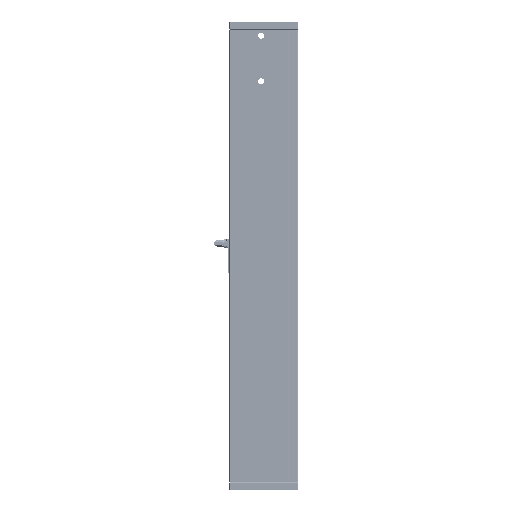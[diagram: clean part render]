
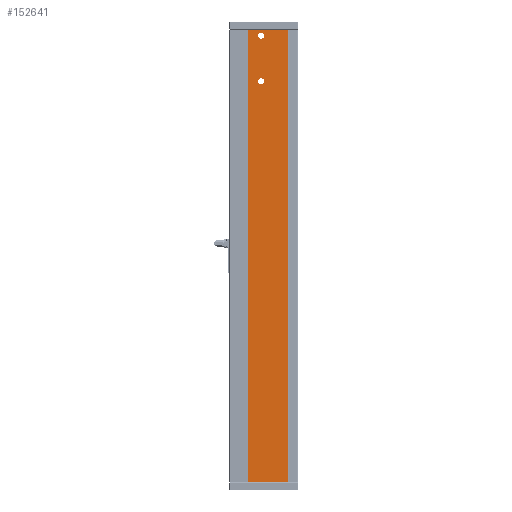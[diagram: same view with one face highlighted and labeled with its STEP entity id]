
A CAD part, left-side view. The second image highlights one B-rep face of the part: STEP entity #152641.
In plain terms, the highlighted planar face has unit normal (-1, 0, 0).
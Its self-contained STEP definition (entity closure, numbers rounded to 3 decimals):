
#2965 = CARTESIAN_POINT ( 'NONE',  ( 0., -90., 1190. ) ) ;
#7342 = ORIENTED_EDGE ( 'NONE', *, *, #62371, .T. ) ;
#9166 = VECTOR ( 'NONE', #105508, 1000. ) ;
#12571 = EDGE_CURVE ( 'NONE', #110832, #60948, #150421, .T. ) ;
#14160 = DIRECTION ( 'NONE',  ( -1., 0., 0. ) ) ;
#16367 = FACE_OUTER_BOUND ( 'NONE', #149374, .T. ) ;
#17031 = VERTEX_POINT ( 'NONE', #169475 ) ;
#21167 = CIRCLE ( 'NONE', #29704, 8. ) ;
#24421 = VECTOR ( 'NONE', #175348, 1000. ) ;
#27693 = EDGE_CURVE ( 'NONE', #17031, #110832, #51760, .T. ) ;
#29704 = AXIS2_PLACEMENT_3D ( 'NONE', #126283, #138766, #72853 ) ;
#31308 = VECTOR ( 'NONE', #96884, 1000. ) ;
#32672 = EDGE_LOOP ( 'NONE', ( #34244 ) ) ;
#34222 = DIRECTION ( 'NONE',  ( 0., 0., -1. ) ) ;
#34244 = ORIENTED_EDGE ( 'NONE', *, *, #145747, .F. ) ;
#37043 = VERTEX_POINT ( 'NONE', #77975 ) ;
#40680 = VERTEX_POINT ( 'NONE', #123143 ) ;
#45851 = DIRECTION ( 'NONE',  ( 1., 0., 0. ) ) ;
#51760 = LINE ( 'NONE', #120323, #142287 ) ;
#51779 = AXIS2_PLACEMENT_3D ( 'NONE', #78454, #14160, #161368 ) ;
#56881 = ORIENTED_EDGE ( 'NONE', *, *, #12571, .F. ) ;
#57177 = ORIENTED_EDGE ( 'NONE', *, *, #27693, .F. ) ;
#60948 = VERTEX_POINT ( 'NONE', #156458 ) ;
#62371 = EDGE_CURVE ( 'NONE', #40680, #60948, #145657, .T. ) ;
#62549 = AXIS2_PLACEMENT_3D ( 'NONE', #2965, #45851, #34222 ) ;
#64930 = CARTESIAN_POINT ( 'NONE',  ( 0., -90., 0. ) ) ;
#72559 = FACE_BOUND ( 'NONE', #32672, .T. ) ;
#72848 = CARTESIAN_POINT ( 'NONE',  ( 0., -90., 1190. ) ) ;
#72853 = DIRECTION ( 'NONE',  ( 0., 0., 1. ) ) ;
#77975 = CARTESIAN_POINT ( 'NONE',  ( 0., 6.5, 1182. ) ) ;
#78454 = CARTESIAN_POINT ( 'NONE',  ( 0., 6.5, 1054. ) ) ;
#84789 = EDGE_CURVE ( 'NONE', #17031, #40680, #105821, .T. ) ;
#94132 = ORIENTED_EDGE ( 'NONE', *, *, #84789, .T. ) ;
#96884 = DIRECTION ( 'NONE',  ( 0., -1., 0. ) ) ;
#97676 = CARTESIAN_POINT ( 'NONE',  ( 0., 6.5, 1062. ) ) ;
#102294 = EDGE_CURVE ( 'NONE', #112826, #112826, #162841, .T. ) ;
#105508 = DIRECTION ( 'NONE',  ( 0., 0., 1. ) ) ;
#105821 = LINE ( 'NONE', #64930, #24421 ) ;
#106031 = DIRECTION ( 'NONE',  ( 0., 0., 1. ) ) ;
#110832 = VERTEX_POINT ( 'NONE', #121727 ) ;
#112826 = VERTEX_POINT ( 'NONE', #97676 ) ;
#120323 = CARTESIAN_POINT ( 'NONE',  ( 0., 40.9, 0. ) ) ;
#121034 = EDGE_LOOP ( 'NONE', ( #146492 ) ) ;
#121727 = CARTESIAN_POINT ( 'NONE',  ( 0., 40.9, 1190. ) ) ;
#123143 = CARTESIAN_POINT ( 'NONE',  ( 0., -65.4, 0. ) ) ;
#125126 = PLANE ( 'NONE',  #62549 ) ;
#126283 = CARTESIAN_POINT ( 'NONE',  ( 0., 6.5, 1174. ) ) ;
#138766 = DIRECTION ( 'NONE',  ( -1., 0., 0. ) ) ;
#142287 = VECTOR ( 'NONE', #106031, 1000. ) ;
#145657 = LINE ( 'NONE', #147414, #9166 ) ;
#145747 = EDGE_CURVE ( 'NONE', #37043, #37043, #21167, .T. ) ;
#146492 = ORIENTED_EDGE ( 'NONE', *, *, #102294, .F. ) ;
#147414 = CARTESIAN_POINT ( 'NONE',  ( 0., -65.4, 1190. ) ) ;
#149374 = EDGE_LOOP ( 'NONE', ( #56881, #57177, #94132, #7342 ) ) ;
#150421 = LINE ( 'NONE', #72848, #31308 ) ;
#152641 = ADVANCED_FACE ( 'NONE', ( #72559, #167892, #16367 ), #125126, .F. ) ;
#156458 = CARTESIAN_POINT ( 'NONE',  ( 0., -65.4, 1190. ) ) ;
#161368 = DIRECTION ( 'NONE',  ( 0., 0., 1. ) ) ;
#162841 = CIRCLE ( 'NONE', #51779, 8. ) ;
#167892 = FACE_BOUND ( 'NONE', #121034, .T. ) ;
#169475 = CARTESIAN_POINT ( 'NONE',  ( 0., 40.9, 0. ) ) ;
#175348 = DIRECTION ( 'NONE',  ( 0., -1., 0. ) ) ;
